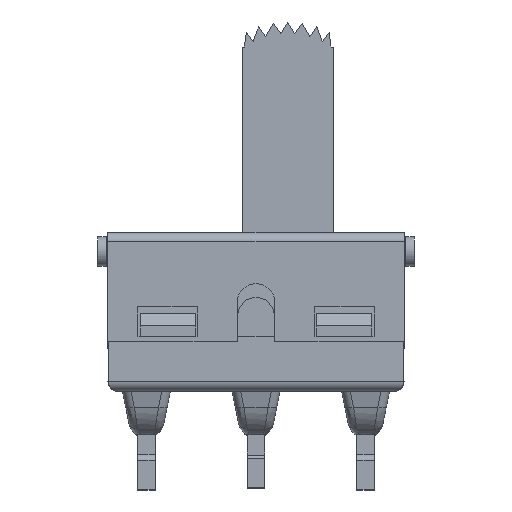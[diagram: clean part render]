
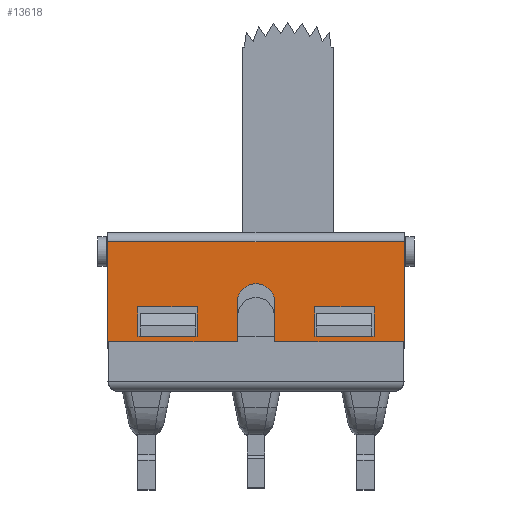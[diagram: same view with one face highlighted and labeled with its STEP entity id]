
A CAD part, top view. The second image highlights one B-rep face of the part: STEP entity #13618.
In plain terms, the highlighted planar face has unit normal (0, 0, 1).
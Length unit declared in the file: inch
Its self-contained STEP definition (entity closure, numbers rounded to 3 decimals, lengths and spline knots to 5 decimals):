
#4803=DIRECTION('',(0.,-1.,0.));
#4804=VECTOR('',#4803,0.169);
#4805=CARTESIAN_POINT('',(0.25,0.252,0.13));
#4806=LINE('',#4805,#4804);
#4815=DIRECTION('',(0.,1.,0.));
#4816=VECTOR('',#4815,0.066);
#4817=CARTESIAN_POINT('',(-0.032,0.083,0.13));
#4818=LINE('',#4817,#4816);
#4819=DIRECTION('',(-1.,0.,0.));
#4820=VECTOR('',#4819,0.5);
#4821=CARTESIAN_POINT('',(0.25,0.252,0.13));
#4822=LINE('',#4821,#4820);
#4823=DIRECTION('',(0.,1.,0.));
#4824=VECTOR('',#4823,0.066);
#4825=CARTESIAN_POINT('',(0.032,0.083,0.13));
#4826=LINE('',#4825,#4824);
#4827=CARTESIAN_POINT('',(0.,0.149,0.13));
#4828=DIRECTION('',(0.,0.,1.));
#4829=DIRECTION('',(1.,0.,0.));
#4830=AXIS2_PLACEMENT_3D('',#4827,#4828,#4829);
#4832=DIRECTION('',(-1.,0.,0.));
#4833=VECTOR('',#4832,0.003);
#4834=CARTESIAN_POINT('',(-0.099,0.092,0.13));
#4835=LINE('',#4834,#4833);
#4836=DIRECTION('',(0.,-1.,0.));
#4837=VECTOR('',#4836,0.05);
#4838=CARTESIAN_POINT('',(-0.099,0.142,0.13));
#4839=LINE('',#4838,#4837);
#4840=DIRECTION('',(1.,0.,0.));
#4841=VECTOR('',#4840,0.101);
#4842=CARTESIAN_POINT('',(-0.2,0.142,0.13));
#4843=LINE('',#4842,#4841);
#4844=DIRECTION('',(0.,1.,0.));
#4845=VECTOR('',#4844,0.05);
#4846=CARTESIAN_POINT('',(-0.2,0.092,0.13));
#4847=LINE('',#4846,#4845);
#4848=DIRECTION('',(-1.,0.,0.));
#4849=VECTOR('',#4848,0.005);
#4850=CARTESIAN_POINT('',(-0.195,0.092,0.13));
#4851=LINE('',#4850,#4849);
#4852=DIRECTION('',(-1.,0.,0.));
#4853=VECTOR('',#4852,0.005);
#4854=CARTESIAN_POINT('',(0.2,0.092,0.13));
#4855=LINE('',#4854,#4853);
#4856=DIRECTION('',(0.,-1.,0.));
#4857=VECTOR('',#4856,0.05);
#4858=CARTESIAN_POINT('',(0.2,0.142,0.13));
#4859=LINE('',#4858,#4857);
#4860=DIRECTION('',(1.,0.,0.));
#4861=VECTOR('',#4860,0.101);
#4862=CARTESIAN_POINT('',(0.099,0.142,0.13));
#4863=LINE('',#4862,#4861);
#4864=DIRECTION('',(0.,1.,0.));
#4865=VECTOR('',#4864,0.05);
#4866=CARTESIAN_POINT('',(0.099,0.092,0.13));
#4867=LINE('',#4866,#4865);
#4868=DIRECTION('',(-1.,0.,0.));
#4869=VECTOR('',#4868,0.003);
#4870=CARTESIAN_POINT('',(0.102,0.092,0.13));
#4871=LINE('',#4870,#4869);
#4884=DIRECTION('',(-1.,0.,0.));
#4885=VECTOR('',#4884,0.218);
#4886=CARTESIAN_POINT('',(0.25,0.083,0.13));
#4887=LINE('',#4886,#4885);
#4953=DIRECTION('',(0.,-1.,0.));
#4954=VECTOR('',#4953,0.169);
#4955=CARTESIAN_POINT('',(-0.25,0.252,0.13));
#4956=LINE('',#4955,#4954);
#4973=DIRECTION('',(-1.,0.,0.));
#4974=VECTOR('',#4973,0.218);
#4975=CARTESIAN_POINT('',(-0.032,0.083,0.13));
#4976=LINE('',#4975,#4974);
#5029=DIRECTION('',(1.,0.,0.));
#5030=VECTOR('',#5029,0.093);
#5031=CARTESIAN_POINT('',(-0.195,0.092,0.13));
#5032=LINE('',#5031,#5030);
#5097=DIRECTION('',(1.,0.,0.));
#5098=VECTOR('',#5097,0.093);
#5099=CARTESIAN_POINT('',(0.102,0.092,0.13));
#5100=LINE('',#5099,#5098);
#5649=CARTESIAN_POINT('',(0.25,0.252,0.13));
#5651=VERTEX_POINT('',#5649);
#5652=CARTESIAN_POINT('',(0.25,0.083,0.13));
#5653=VERTEX_POINT('',#5652);
#5655=CARTESIAN_POINT('',(-0.25,0.252,0.13));
#5657=VERTEX_POINT('',#5655);
#5658=CARTESIAN_POINT('',(-0.25,0.083,0.13));
#5659=VERTEX_POINT('',#5658);
#5708=CARTESIAN_POINT('',(-0.2,0.092,0.13));
#5709=CARTESIAN_POINT('',(-0.2,0.142,0.13));
#5710=VERTEX_POINT('',#5708);
#5711=VERTEX_POINT('',#5709);
#5712=CARTESIAN_POINT('',(-0.099,0.142,0.13));
#5713=VERTEX_POINT('',#5712);
#5714=CARTESIAN_POINT('',(-0.099,0.092,0.13));
#5715=VERTEX_POINT('',#5714);
#5716=CARTESIAN_POINT('',(-0.032,0.083,0.13));
#5717=CARTESIAN_POINT('',(-0.032,0.149,0.13));
#5718=VERTEX_POINT('',#5716);
#5719=VERTEX_POINT('',#5717);
#5720=CARTESIAN_POINT('',(0.032,0.149,0.13));
#5721=VERTEX_POINT('',#5720);
#5722=CARTESIAN_POINT('',(0.032,0.083,0.13));
#5723=VERTEX_POINT('',#5722);
#5724=CARTESIAN_POINT('',(0.099,0.092,0.13));
#5725=CARTESIAN_POINT('',(0.099,0.142,0.13));
#5726=VERTEX_POINT('',#5724);
#5727=VERTEX_POINT('',#5725);
#5728=CARTESIAN_POINT('',(0.2,0.142,0.13));
#5729=VERTEX_POINT('',#5728);
#5730=CARTESIAN_POINT('',(0.2,0.092,0.13));
#5731=VERTEX_POINT('',#5730);
#5804=CARTESIAN_POINT('',(-0.195,0.092,0.13));
#5805=CARTESIAN_POINT('',(-0.102,0.092,0.13));
#5806=VERTEX_POINT('',#5804);
#5807=VERTEX_POINT('',#5805);
#5821=CARTESIAN_POINT('',(0.195,0.092,0.13));
#5823=VERTEX_POINT('',#5821);
#5829=CARTESIAN_POINT('',(0.102,0.092,0.13));
#5831=VERTEX_POINT('',#5829);
#13569=CARTESIAN_POINT('',(0.25,0.252,0.13));
#13570=DIRECTION('',(0.,0.,-1.));
#13571=DIRECTION('',(0.,-1.,0.));
#13572=AXIS2_PLACEMENT_3D('',#13569,#13570,#13571);
#13573=PLANE('',#13572);
#13575=ORIENTED_EDGE('',*,*,#13574,.F.);
#13577=ORIENTED_EDGE('',*,*,#13576,.T.);
#13579=ORIENTED_EDGE('',*,*,#13578,.F.);
#13580=ORIENTED_EDGE('',*,*,#13534,.F.);
#13581=ORIENTED_EDGE('',*,*,#13559,.T.);
#13583=ORIENTED_EDGE('',*,*,#13582,.T.);
#13585=ORIENTED_EDGE('',*,*,#13584,.T.);
#13587=ORIENTED_EDGE('',*,*,#13586,.T.);
#13588=EDGE_LOOP('',(#13575,#13577,#13579,#13580,#13581,#13583,#13585,#13587));
#13589=FACE_OUTER_BOUND('',#13588,.F.);
#13591=ORIENTED_EDGE('',*,*,#13590,.F.);
#13593=ORIENTED_EDGE('',*,*,#13592,.F.);
#13595=ORIENTED_EDGE('',*,*,#13594,.F.);
#13597=ORIENTED_EDGE('',*,*,#13596,.F.);
#13599=ORIENTED_EDGE('',*,*,#13598,.F.);
#13601=ORIENTED_EDGE('',*,*,#13600,.T.);
#13602=EDGE_LOOP('',(#13591,#13593,#13595,#13597,#13599,#13601));
#13603=FACE_BOUND('',#13602,.F.);
#13605=ORIENTED_EDGE('',*,*,#13604,.F.);
#13607=ORIENTED_EDGE('',*,*,#13606,.F.);
#13609=ORIENTED_EDGE('',*,*,#13608,.F.);
#13611=ORIENTED_EDGE('',*,*,#13610,.F.);
#13613=ORIENTED_EDGE('',*,*,#13612,.F.);
#13615=ORIENTED_EDGE('',*,*,#13614,.T.);
#13616=EDGE_LOOP('',(#13605,#13607,#13609,#13611,#13613,#13615));
#13617=FACE_BOUND('',#13616,.F.);
#13618=ADVANCED_FACE('',(#13589,#13603,#13617),#13573,.F.);
#4831=CIRCLE('',#4830,0.032);
#13534=EDGE_CURVE('',#5651,#5657,#4822,.T.);
#13559=EDGE_CURVE('',#5651,#5653,#4806,.T.);
#13574=EDGE_CURVE('',#5718,#5719,#4818,.T.);
#13576=EDGE_CURVE('',#5718,#5659,#4976,.T.);
#13578=EDGE_CURVE('',#5657,#5659,#4956,.T.);
#13582=EDGE_CURVE('',#5653,#5723,#4887,.T.);
#13584=EDGE_CURVE('',#5723,#5721,#4826,.T.);
#13586=EDGE_CURVE('',#5721,#5719,#4831,.T.);
#13590=EDGE_CURVE('',#5715,#5807,#4835,.T.);
#13592=EDGE_CURVE('',#5713,#5715,#4839,.T.);
#13594=EDGE_CURVE('',#5711,#5713,#4843,.T.);
#13596=EDGE_CURVE('',#5710,#5711,#4847,.T.);
#13598=EDGE_CURVE('',#5806,#5710,#4851,.T.);
#13600=EDGE_CURVE('',#5806,#5807,#5032,.T.);
#13604=EDGE_CURVE('',#5731,#5823,#4855,.T.);
#13606=EDGE_CURVE('',#5729,#5731,#4859,.T.);
#13608=EDGE_CURVE('',#5727,#5729,#4863,.T.);
#13610=EDGE_CURVE('',#5726,#5727,#4867,.T.);
#13612=EDGE_CURVE('',#5831,#5726,#4871,.T.);
#13614=EDGE_CURVE('',#5831,#5823,#5100,.T.);
